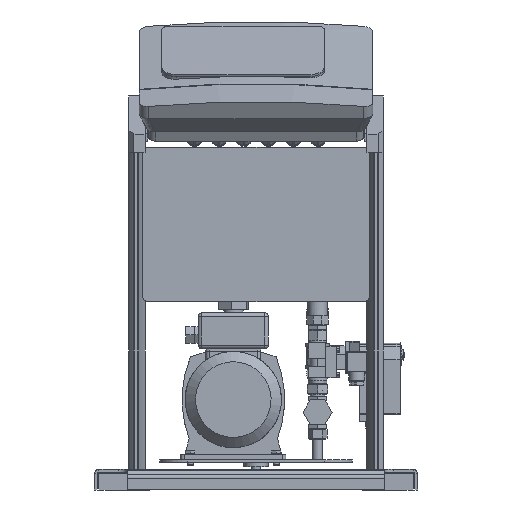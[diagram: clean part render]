
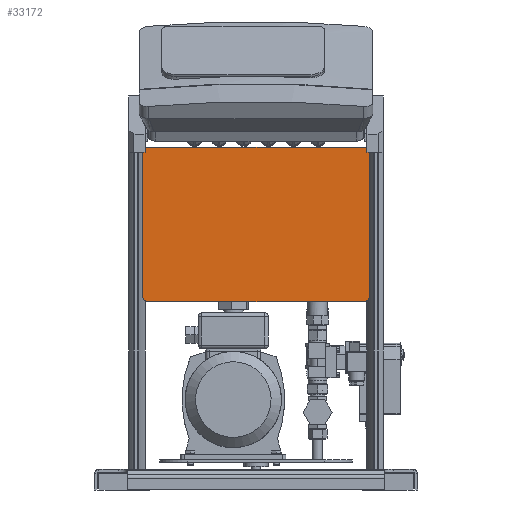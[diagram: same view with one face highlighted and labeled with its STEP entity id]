
A CAD part, front view. The second image highlights one B-rep face of the part: STEP entity #33172.
In plain terms, the highlighted planar face has unit normal (0, -1, 0).
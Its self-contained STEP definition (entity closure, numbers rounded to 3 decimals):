
#1912=PLANE($,#36147);
#3792=FACE_OUTER_BOUND($,#6101,.T.);
#6101=EDGE_LOOP($,(#28792,#28793,#28794,#28795,#28796,#28797,#28798,#28799));
#9032=LINE($,#56131,#12319);
#9040=LINE($,#56155,#12327);
#9077=LINE($,#56255,#12364);
#9080=LINE($,#56264,#12367);
#12319=VECTOR($,#43577,207.);
#12327=VECTOR($,#43595,207.);
#12364=VECTOR($,#43682,312.);
#12367=VECTOR($,#43695,312.);
#14234=CIRCLE($,#36100,9.);
#14239=CIRCLE($,#36109,9.);
#14240=CIRCLE($,#36112,9.);
#14241=CIRCLE($,#36114,9.);
#16659=VERTEX_POINT($,#56127);
#16661=VERTEX_POINT($,#56130);
#16670=VERTEX_POINT($,#56151);
#16672=VERTEX_POINT($,#56154);
#16701=VERTEX_POINT($,#56227);
#16709=VERTEX_POINT($,#56250);
#16710=VERTEX_POINT($,#56254);
#16711=VERTEX_POINT($,#56260);
#20811=EDGE_CURVE($,#16659,#16661,#9032,.T.);
#20822=EDGE_CURVE($,#16670,#16672,#9040,.T.);
#20860=EDGE_CURVE($,#16701,#16670,#14234,.T.);
#20870=EDGE_CURVE($,#16672,#16709,#14239,.T.);
#20872=EDGE_CURVE($,#16709,#16710,#9077,.F.);
#20874=EDGE_CURVE($,#16710,#16659,#14240,.T.);
#20875=EDGE_CURVE($,#16661,#16711,#14241,.T.);
#20877=EDGE_CURVE($,#16711,#16701,#9080,.F.);
#28792=ORIENTED_EDGE($,*,*,#20874,.F.);
#28793=ORIENTED_EDGE($,*,*,#20872,.F.);
#28794=ORIENTED_EDGE($,*,*,#20870,.F.);
#28795=ORIENTED_EDGE($,*,*,#20822,.F.);
#28796=ORIENTED_EDGE($,*,*,#20860,.F.);
#28797=ORIENTED_EDGE($,*,*,#20877,.F.);
#28798=ORIENTED_EDGE($,*,*,#20875,.F.);
#28799=ORIENTED_EDGE($,*,*,#20811,.F.);
#33172=ADVANCED_FACE($,(#3792),#1912,.T.);
#36100=AXIS2_PLACEMENT_3D($,#56229,#43654,#43655);
#36109=AXIS2_PLACEMENT_3D($,#56251,#43677,#43678);
#36112=AXIS2_PLACEMENT_3D($,#56258,#43686,#43687);
#36114=AXIS2_PLACEMENT_3D($,#56261,#43690,#43691);
#36147=AXIS2_PLACEMENT_3D($,#56333,#43780,#43781);
#43577=DIRECTION($,(0.,0.,-1.));
#43595=DIRECTION($,(0.,0.,1.));
#43654=DIRECTION('center_axis',(0.,1.,0.));
#43655=DIRECTION('ref_axis',(1.,0.,0.));
#43677=DIRECTION('center_axis',(0.,1.,0.));
#43678=DIRECTION('ref_axis',(1.,0.,0.));
#43682=DIRECTION($,(-1.,0.,0.));
#43686=DIRECTION('center_axis',(0.,1.,0.));
#43687=DIRECTION('ref_axis',(1.,0.,0.));
#43690=DIRECTION('center_axis',(0.,1.,0.));
#43691=DIRECTION('ref_axis',(1.,0.,0.));
#43695=DIRECTION($,(1.,0.,0.));
#43780=DIRECTION('center_axis',(0.,-1.,0.));
#43781=DIRECTION('ref_axis',(0.,0.,-1.));
#56127=CARTESIAN_POINT('',(165.,-315.999,459.7));
#56130=CARTESIAN_POINT('',(165.,-315.999,252.7));
#56131=CARTESIAN_POINT($,(165.,-315.999,459.7));
#56151=CARTESIAN_POINT('',(-165.,-315.999,252.7));
#56154=CARTESIAN_POINT('',(-165.,-315.999,459.7));
#56155=CARTESIAN_POINT($,(-165.,-315.999,252.7));
#56227=CARTESIAN_POINT('',(-156.,-315.999,243.7));
#56229=CARTESIAN_POINT('Origin',(-156.,-315.999,252.7));
#56250=CARTESIAN_POINT('',(-156.,-315.999,468.7));
#56251=CARTESIAN_POINT('Origin',(-156.,-315.999,459.7));
#56254=CARTESIAN_POINT('',(156.,-315.999,468.7));
#56255=CARTESIAN_POINT($,(156.,-315.999,468.7));
#56258=CARTESIAN_POINT('Origin',(156.,-315.999,459.7));
#56260=CARTESIAN_POINT('',(156.,-315.999,243.7));
#56261=CARTESIAN_POINT('Origin',(156.,-315.999,252.7));
#56264=CARTESIAN_POINT($,(-156.,-315.999,243.7));
#56333=CARTESIAN_POINT('Origin',(111.,-315.999,280.5));
